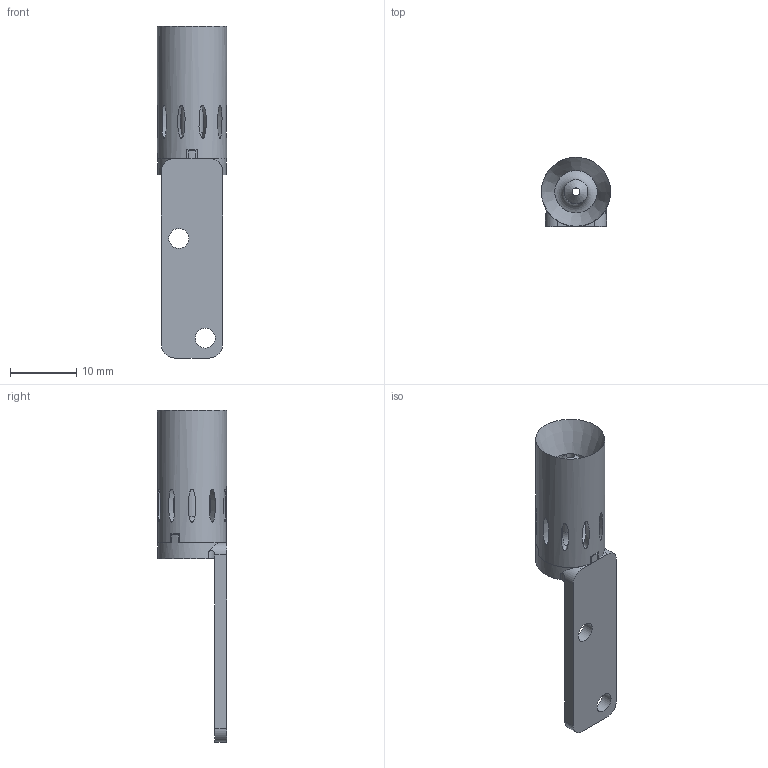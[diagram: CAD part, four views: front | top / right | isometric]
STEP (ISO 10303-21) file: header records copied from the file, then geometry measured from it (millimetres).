
FILE_DESCRIPTION( ( '' ), ' ' );
FILE_NAME( '5ac8a57ebb25dc0fed830520.step', '2018-04-07T11:03:27', ( '' ), ( '' ), ' ', ' ', ' ' );
FILE_SCHEMA( ( 'AUTOMOTIVE_DESIGN { 1 0 10303 214 1 1 1 1 }' ) );
Length unit declared in the file: metre
Products named in the file (2): kiel; mount_tab
Bounding box: 10.4 x 10.4 x 50 mm (x, y, z)
Volume: 1537.2 mm3; surface area: 2400.7 mm2
Topology: 2 solids, 2 shells, 63 faces, 174 edges, 113 vertices
Faces by surface type: plane 33, cylinder 16, extrusion 10, cone 3, torus 1
Full cylindrical faces by diameter (mm): 1.2 x1, 3 x2, 3.6 x1, 4.2 x1, 6.4 x1, 8 x1, 10.4 x1
Entity records: 3303 total; most frequent: CARTESIAN_POINT 1230, DIRECTION 299, ORIENTED_EDGE 288, EDGE_CURVE 144, EDGE_LOOP 113, VERTEX_POINT 107, AXIS2_PLACEMENT_3D 104, VECTOR 91
